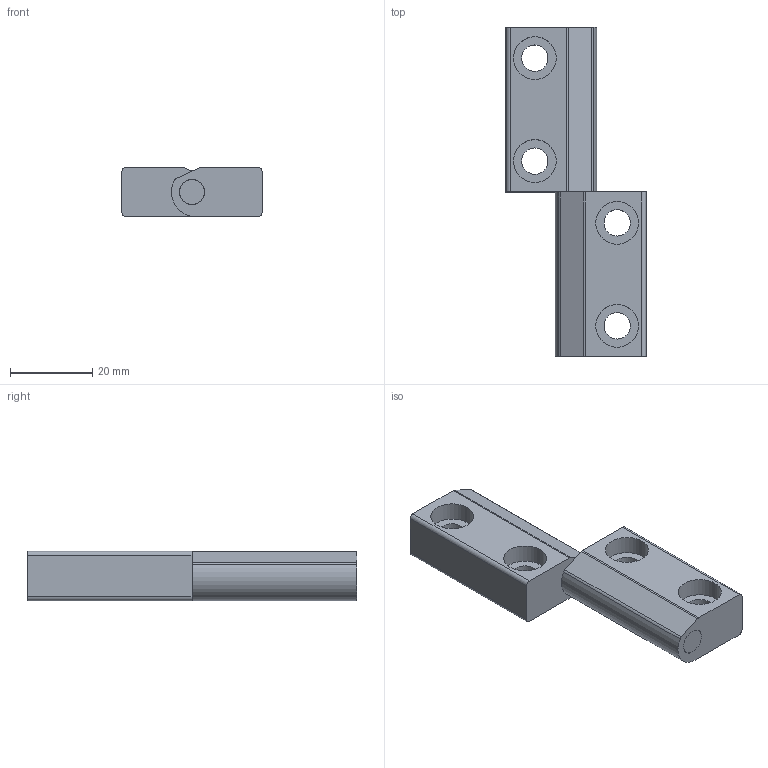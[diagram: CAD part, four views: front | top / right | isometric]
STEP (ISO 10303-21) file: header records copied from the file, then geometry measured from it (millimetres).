
FILE_DESCRIPTION(/* description */ (''),/* implementation_level */ '2;1');
FILE_NAME(/* name */ '611818.stp',/* time_stamp */ '2014-03-15T10:58:54+01:00',/* author */ ('jank'),/* organization */ ('Alutec K&K'),/* preprocessor_version */ 'ST-DEVELOPER v15.2',/* originating_system */ 'Autodesk Inventor 2014',/* authorisation */ '');
FILE_SCHEMA (('AUTOMOTIVE_DESIGN { 1 0 10303 214 3 1 1 }'));
Length unit declared in the file: millimetre
Products named in the file (1): 611818
Bounding box: 34 x 80 x 12 mm (x, y, z)
Volume: 16719.4 mm3; surface area: 9714.2 mm2
Topology: 3 solids, 3 shells, 140 faces, 317 edges, 211 vertices
Faces by surface type: plane 118, cylinder 21, cone 1
Full cylindrical faces by diameter (mm): 6 x1, 6.15 x2, 6.4 x4, 10.4 x4
Entity records: 3900 total; most frequent: DIRECTION 677, CARTESIAN_POINT 652, ORIENTED_EDGE 604, EDGE_CURVE 302, AXIS2_PLACEMENT_3D 234, LINE 209, VECTOR 209, VERTEX_POINT 209
